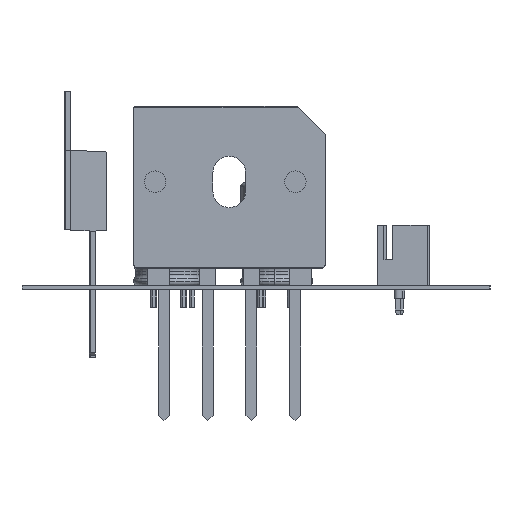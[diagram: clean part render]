
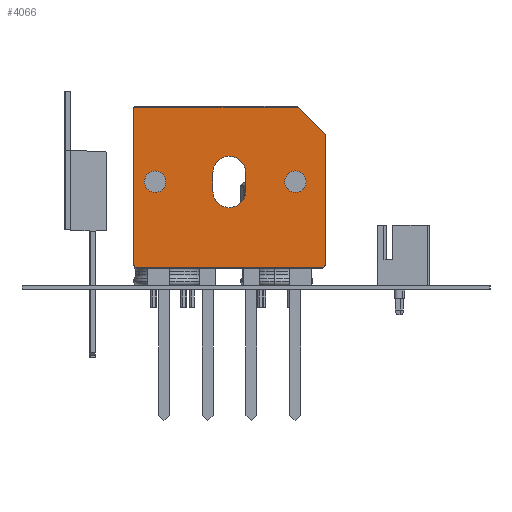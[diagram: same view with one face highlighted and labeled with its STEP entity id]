
A CAD part, left-side view. The second image highlights one B-rep face of the part: STEP entity #4066.
In plain terms, the highlighted face is planar.
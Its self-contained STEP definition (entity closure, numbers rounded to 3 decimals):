
#3486 = VERTEX_POINT('',#3487);
#3487 = CARTESIAN_POINT('',(-18.25,-8.753,3.56));
#3493 = EDGE_CURVE('',#3494,#3486,#3496,.T.);
#3494 = VERTEX_POINT('',#3495);
#3495 = CARTESIAN_POINT('',(-20.75,-8.753,3.56));
#3496 = CIRCLE('',#3497,1.25);
#3497 = AXIS2_PLACEMENT_3D('',#3498,#3499,#3500);
#3498 = CARTESIAN_POINT('',(-19.5,-8.753,3.56));
#3499 = DIRECTION('',(0.,0.,1.));
#3500 = DIRECTION('',(1.,0.,0.));
#3528 = VERTEX_POINT('',#3529);
#3529 = CARTESIAN_POINT('',(-1.95,-8.753,3.56));
#3535 = EDGE_CURVE('',#3536,#3528,#3538,.T.);
#3536 = VERTEX_POINT('',#3537);
#3537 = CARTESIAN_POINT('',(-4.45,-8.753,3.56));
#3538 = CIRCLE('',#3539,1.25);
#3539 = AXIS2_PLACEMENT_3D('',#3540,#3541,#3542);
#3540 = CARTESIAN_POINT('',(-3.2,-8.753,3.56));
#3541 = DIRECTION('',(0.,0.,1.));
#3542 = DIRECTION('',(1.,0.,0.));
#3680 = VERTEX_POINT('',#3681);
#3681 = CARTESIAN_POINT('',(-8.975,-9.86,3.56));
#3687 = EDGE_CURVE('',#3680,#3688,#3690,.T.);
#3688 = VERTEX_POINT('',#3689);
#3689 = CARTESIAN_POINT('',(-12.775,-9.86,3.56));
#3690 = CIRCLE('',#3691,1.9);
#3691 = AXIS2_PLACEMENT_3D('',#3692,#3693,#3694);
#3692 = CARTESIAN_POINT('',(-10.875,-9.86,3.56));
#3693 = DIRECTION('',(0.,0.,-1.));
#3694 = DIRECTION('',(-1.,0.,0.));
#3710 = EDGE_CURVE('',#3711,#3688,#3713,.T.);
#3711 = VERTEX_POINT('',#3712);
#3712 = CARTESIAN_POINT('',(-12.775,-7.7,3.56));
#3713 = LINE('',#3714,#3715);
#3714 = CARTESIAN_POINT('',(-12.775,-7.7,3.56));
#3715 = VECTOR('',#3716,1.);
#3716 = DIRECTION('',(0.,-1.,0.));
#3736 = EDGE_CURVE('',#3711,#3737,#3739,.T.);
#3737 = VERTEX_POINT('',#3738);
#3738 = CARTESIAN_POINT('',(-8.975,-7.7,3.56));
#3739 = CIRCLE('',#3740,1.9);
#3740 = AXIS2_PLACEMENT_3D('',#3741,#3742,#3743);
#3741 = CARTESIAN_POINT('',(-10.875,-7.7,3.56));
#3742 = DIRECTION('',(0.,0.,-1.));
#3743 = DIRECTION('',(-1.,0.,0.));
#3759 = EDGE_CURVE('',#3680,#3737,#3760,.T.);
#3760 = LINE('',#3761,#3762);
#3761 = CARTESIAN_POINT('',(-8.975,-7.7,3.56));
#3762 = VECTOR('',#3763,1.);
#3763 = DIRECTION('',(0.,1.,0.));
#3944 = VERTEX_POINT('',#3945);
#3945 = CARTESIAN_POINT('',(0.3,-18.3,3.56));
#3953 = VERTEX_POINT('',#3954);
#3954 = CARTESIAN_POINT('',(0.3,-3.3,3.56));
#3960 = EDGE_CURVE('',#3944,#3953,#3961,.T.);
#3961 = LINE('',#3962,#3963);
#3962 = CARTESIAN_POINT('',(0.3,-3.3,3.56));
#3963 = VECTOR('',#3964,1.);
#3964 = DIRECTION('',(0.,1.,0.));
#3977 = VERTEX_POINT('',#3978);
#3978 = CARTESIAN_POINT('',(-2.886,-0.114,3.56));
#3984 = EDGE_CURVE('',#3953,#3977,#3985,.T.);
#3985 = LINE('',#3986,#3987);
#3986 = CARTESIAN_POINT('',(-3.,0.,3.56));
#3987 = VECTOR('',#3988,1.);
#3988 = DIRECTION('',(-0.707,0.707,0.));
#4040 = VERTEX_POINT('',#4041);
#4041 = CARTESIAN_POINT('',(-22.,-0.25,3.56));
#4049 = VERTEX_POINT('',#4050);
#4050 = CARTESIAN_POINT('',(-22.,-18.3,3.56));
#4056 = EDGE_CURVE('',#4040,#4049,#4057,.T.);
#4057 = LINE('',#4058,#4059);
#4058 = CARTESIAN_POINT('',(-22.,0.,3.56));
#4059 = VECTOR('',#4060,1.);
#4060 = DIRECTION('',(0.,-1.,0.));
#4066 = ADVANCED_FACE('',(#4067,#4073,#4117,#4127),#4137,.F.);
#4067 = FACE_BOUND('',#4068,.T.);
#4068 = EDGE_LOOP('',(#4069,#4070,#4071,#4072));
#4069 = ORIENTED_EDGE('',*,*,#3759,.F.);
#4070 = ORIENTED_EDGE('',*,*,#3687,.T.);
#4071 = ORIENTED_EDGE('',*,*,#3710,.F.);
#4072 = ORIENTED_EDGE('',*,*,#3736,.T.);
#4073 = FACE_BOUND('',#4074,.T.);
#4074 = EDGE_LOOP('',(#4075,#4084,#4085,#4094,#4102,#4109,#4110,#4111));
#4075 = ORIENTED_EDGE('',*,*,#4076,.F.);
#4076 = EDGE_CURVE('',#4040,#4077,#4079,.T.);
#4077 = VERTEX_POINT('',#4078);
#4078 = CARTESIAN_POINT('',(-21.96,-0.114,3.56));
#4079 = CIRCLE('',#4080,0.25);
#4080 = AXIS2_PLACEMENT_3D('',#4081,#4082,#4083);
#4081 = CARTESIAN_POINT('',(-21.75,-0.25,3.56));
#4082 = DIRECTION('',(0.,0.,-1.));
#4083 = DIRECTION('',(-1.,0.,0.));
#4084 = ORIENTED_EDGE('',*,*,#4056,.T.);
#4085 = ORIENTED_EDGE('',*,*,#4086,.F.);
#4086 = EDGE_CURVE('',#4087,#4049,#4089,.T.);
#4087 = VERTEX_POINT('',#4088);
#4088 = CARTESIAN_POINT('',(-21.711,-18.753,3.56));
#4089 = CIRCLE('',#4090,0.5);
#4090 = AXIS2_PLACEMENT_3D('',#4091,#4092,#4093);
#4091 = CARTESIAN_POINT('',(-21.5,-18.3,3.56));
#4092 = DIRECTION('',(0.,0.,-1.));
#4093 = DIRECTION('',(-1.,0.,0.));
#4094 = ORIENTED_EDGE('',*,*,#4095,.F.);
#4095 = EDGE_CURVE('',#4096,#4087,#4098,.T.);
#4096 = VERTEX_POINT('',#4097);
#4097 = CARTESIAN_POINT('',(0.011,-18.753,3.56));
#4098 = LINE('',#4099,#4100);
#4099 = CARTESIAN_POINT('',(-22.,-18.753,3.56));
#4100 = VECTOR('',#4101,1.);
#4101 = DIRECTION('',(-1.,0.,0.));
#4102 = ORIENTED_EDGE('',*,*,#4103,.F.);
#4103 = EDGE_CURVE('',#3944,#4096,#4104,.T.);
#4104 = CIRCLE('',#4105,0.5);
#4105 = AXIS2_PLACEMENT_3D('',#4106,#4107,#4108);
#4106 = CARTESIAN_POINT('',(-0.2,-18.3,3.56));
#4107 = DIRECTION('',(0.,0.,-1.));
#4108 = DIRECTION('',(-1.,0.,0.));
#4109 = ORIENTED_EDGE('',*,*,#3960,.T.);
#4110 = ORIENTED_EDGE('',*,*,#3984,.T.);
#4111 = ORIENTED_EDGE('',*,*,#4112,.F.);
#4112 = EDGE_CURVE('',#4077,#3977,#4113,.T.);
#4113 = LINE('',#4114,#4115);
#4114 = CARTESIAN_POINT('',(-22.,-0.114,3.56));
#4115 = VECTOR('',#4116,1.);
#4116 = DIRECTION('',(1.,0.,0.));
#4117 = FACE_BOUND('',#4118,.T.);
#4118 = EDGE_LOOP('',(#4119,#4126));
#4119 = ORIENTED_EDGE('',*,*,#4120,.F.);
#4120 = EDGE_CURVE('',#3486,#3494,#4121,.T.);
#4121 = CIRCLE('',#4122,1.25);
#4122 = AXIS2_PLACEMENT_3D('',#4123,#4124,#4125);
#4123 = CARTESIAN_POINT('',(-19.5,-8.753,3.56));
#4124 = DIRECTION('',(0.,0.,1.));
#4125 = DIRECTION('',(1.,0.,0.));
#4126 = ORIENTED_EDGE('',*,*,#3493,.F.);
#4127 = FACE_BOUND('',#4128,.T.);
#4128 = EDGE_LOOP('',(#4129,#4136));
#4129 = ORIENTED_EDGE('',*,*,#4130,.F.);
#4130 = EDGE_CURVE('',#3528,#3536,#4131,.T.);
#4131 = CIRCLE('',#4132,1.25);
#4132 = AXIS2_PLACEMENT_3D('',#4133,#4134,#4135);
#4133 = CARTESIAN_POINT('',(-3.2,-8.753,3.56));
#4134 = DIRECTION('',(0.,0.,1.));
#4135 = DIRECTION('',(1.,0.,0.));
#4136 = ORIENTED_EDGE('',*,*,#3535,.F.);
#4137 = PLANE('',#4138);
#4138 = AXIS2_PLACEMENT_3D('',#4139,#4140,#4141);
#4139 = CARTESIAN_POINT('',(-22.,-18.8,3.56));
#4140 = DIRECTION('',(0.,0.,-1.));
#4141 = DIRECTION('',(-1.,0.,0.));
